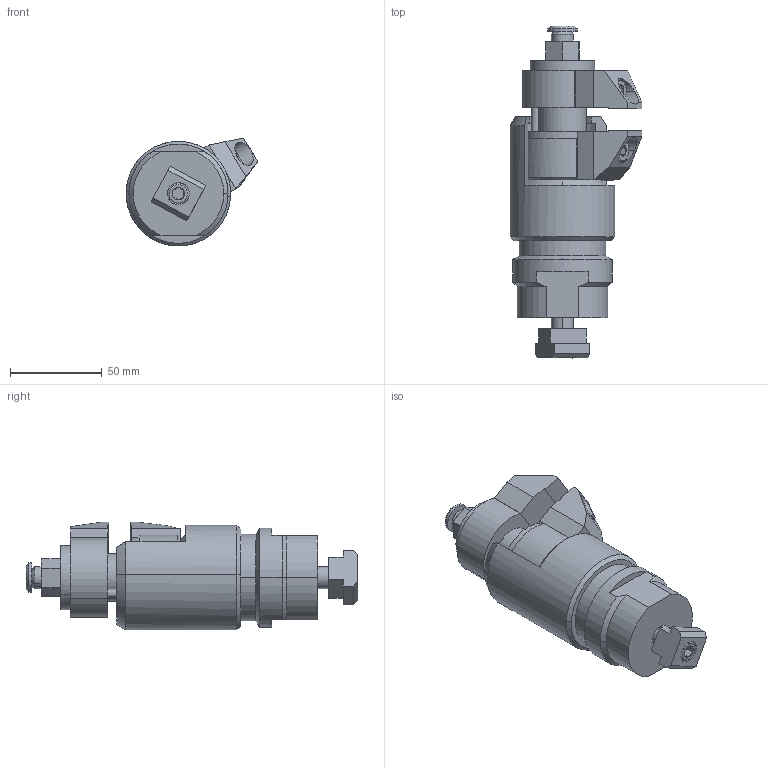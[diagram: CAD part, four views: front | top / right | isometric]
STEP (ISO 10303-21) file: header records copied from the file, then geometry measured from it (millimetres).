
FILE_DESCRIPTION(('STEP AP214'),'1');
FILE_NAME('HALDERN_EH_23320_0012.stp','2018-08-21T08:04:07',('TraceParts'),('TraceParts S.A.'),'Spatial InterOp 3D',' ',' ');
FILE_SCHEMA(('automotive_design'));
Length unit declared in the file: millimetre
Products named in the file (10): HALDERN_EH_23320_0012_1; HALDERN_EH_23320_0012_2; HALDERN_EH_23320_0012_3; HALDERN_EH_23320_0012_4; HALDERN_EH_23320_0012_5; HALDERN_EH_23320_0012_6; HALDERN_EH_23320_0012_7; HALDERN_EH_23320_0012_8; HALDERN_EH_23320_0012_9; HALDERN_EH_23320_0012_10
Bounding box: 71.68 x 180.65 x 58.76 mm (x, y, z)
Volume: 271542.8 mm3; surface area: 87277.5 mm2
Topology: 10 solids, 10 shells, 300 faces, 730 edges, 456 vertices
Faces by surface type: plane 133, cone 81, cylinder 74, torus 12
Entity records: 11461 total; most frequent: CARTESIAN_POINT 1745, DIRECTION 1555, ORIENTED_EDGE 1452, EDGE_CURVE 726, AXIS2_PLACEMENT_3D 585, VERTEX_POINT 456, LINE 385, VECTOR 385
